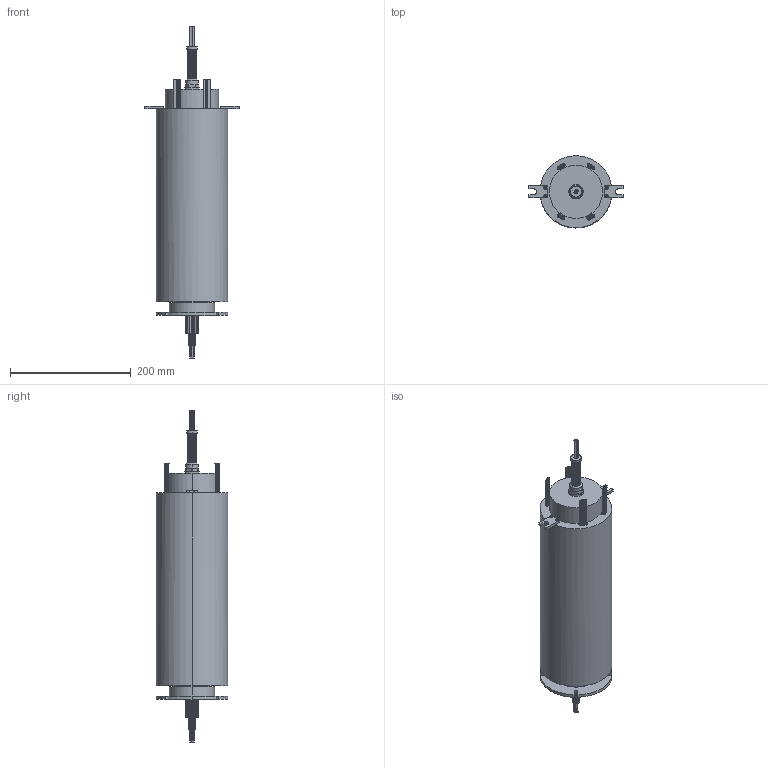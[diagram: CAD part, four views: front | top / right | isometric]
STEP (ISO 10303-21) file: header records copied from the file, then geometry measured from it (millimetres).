
FILE_DESCRIPTION (( 'STEP AP203' ), '1' );
FILE_NAME ('RX00714002.STEP', '2020-07-15T02:24:15', ( '微软用户' ), ( '微软中国' ), 'SwSTEP 2.0', 'SolidWorks 2014', '' );
FILE_SCHEMA (( 'CONFIG_CONTROL_DESIGN' ));
Products named in the file (1): RX00714002
Bounding box: 156 x 119 x 549.5 mm (x, y, z)
Volume: 3907556.3 mm3; surface area: 208917.6 mm2
Topology: 1 solids, 1 shells, 794 faces, 1811 edges, 1189 vertices
Faces by surface type: cylinder 528, plane 238, cone 20, bspline 8
Entity records: 35309 total; most frequent: CARTESIAN_POINT 17520, DIRECTION 3832, ORIENTED_EDGE 3606, EDGE_CURVE 1803, AXIS2_PLACEMENT_3D 1566, VERTEX_POINT 1189, EDGE_LOOP 972, FACE_OUTER_BOUND 794
